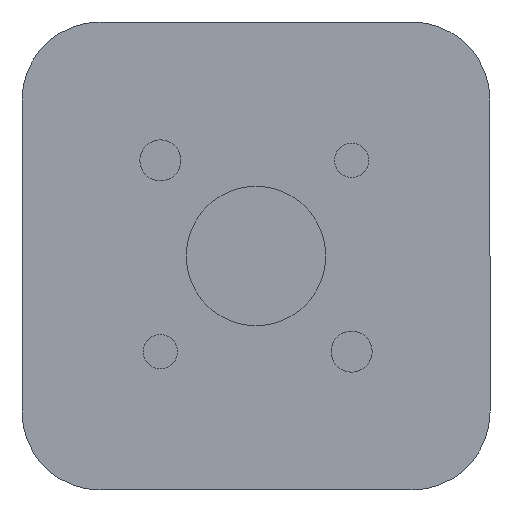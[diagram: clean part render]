
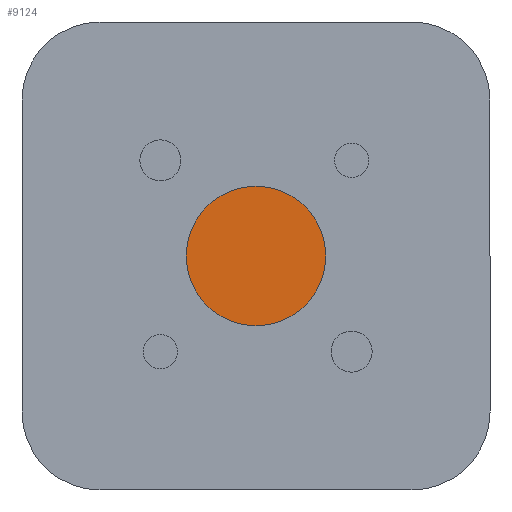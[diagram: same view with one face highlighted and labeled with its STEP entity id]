
A CAD part, left-side view. The second image highlights one B-rep face of the part: STEP entity #9124.
In plain terms, the highlighted planar face has unit normal (-1, 0, 0).
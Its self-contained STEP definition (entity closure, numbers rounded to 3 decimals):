
#222 = FACE_OUTER_BOUND ( 'NONE', #3748, .T. ) ;
#1220 = CARTESIAN_POINT ( 'NONE',  ( -21.321, 0., -8.5 ) ) ;
#1691 = CARTESIAN_POINT ( 'NONE',  ( -21.321, 0., 8.5 ) ) ;
#1914 = PLANE ( 'NONE',  #4142 ) ;
#1999 = CARTESIAN_POINT ( 'NONE',  ( -21.321, 8.5, 0. ) ) ;
#2007 = DIRECTION ( 'NONE',  ( 1., 0., 0. ) ) ;
#2008 = DIRECTION ( 'NONE',  ( 0., 0., -1. ) ) ;
#3457 = EDGE_CURVE ( 'NONE', #7142, #7818, #8452, .T. ) ;
#3472 = EDGE_CURVE ( 'NONE', #7818, #7142, #8471, .T. ) ;
#3736 = AXIS2_PLACEMENT_3D ( 'NONE', #9713, #9722, #9723 ) ;
#3748 = EDGE_LOOP ( 'NONE', ( #5807, #5808 ) ) ;
#3755 = AXIS2_PLACEMENT_3D ( 'NONE', #9756, #9763, #9764 ) ;
#4142 = AXIS2_PLACEMENT_3D ( 'NONE', #1999, #2007, #2008 ) ;
#5807 = ORIENTED_EDGE ( 'NONE', *, *, #3472, .T. ) ;
#5808 = ORIENTED_EDGE ( 'NONE', *, *, #3457, .T. ) ;
#7142 = VERTEX_POINT ( 'NONE', #1220 ) ;
#7818 = VERTEX_POINT ( 'NONE', #1691 ) ;
#8452 = CIRCLE ( 'NONE', #3736, 8.5 ) ;
#8471 = CIRCLE ( 'NONE', #3755, 8.5 ) ;
#9124 = ADVANCED_FACE ( 'NONE', ( #222 ), #1914, .F. ) ;
#9713 = CARTESIAN_POINT ( 'NONE',  ( -21.321, 0., 0. ) ) ;
#9722 = DIRECTION ( 'NONE',  ( -1., 0., 0. ) ) ;
#9723 = DIRECTION ( 'NONE',  ( 0., 0., 1. ) ) ;
#9756 = CARTESIAN_POINT ( 'NONE',  ( -21.321, 0., 0. ) ) ;
#9763 = DIRECTION ( 'NONE',  ( -1., 0., 0. ) ) ;
#9764 = DIRECTION ( 'NONE',  ( 0., 0., 1. ) ) ;
